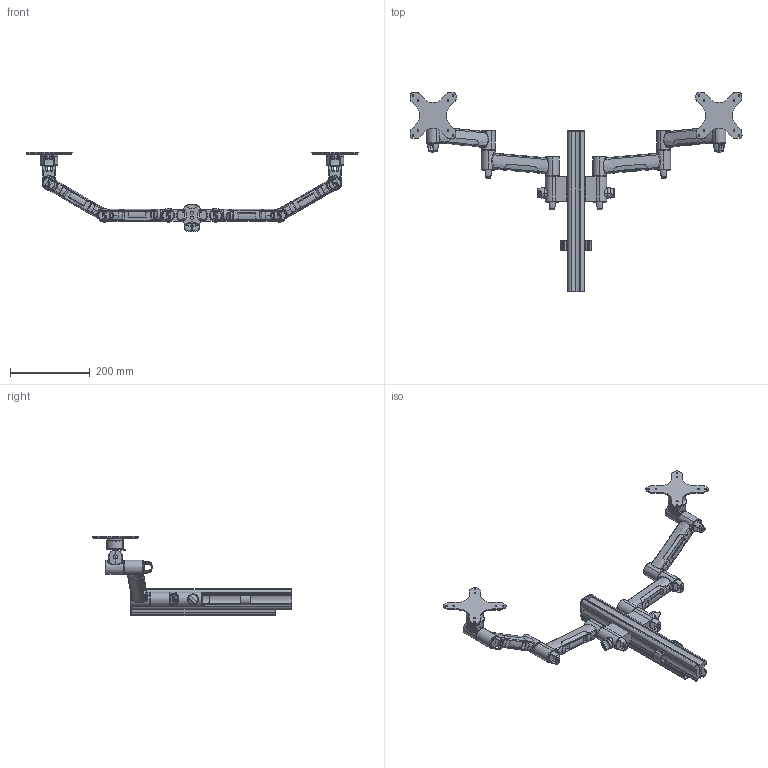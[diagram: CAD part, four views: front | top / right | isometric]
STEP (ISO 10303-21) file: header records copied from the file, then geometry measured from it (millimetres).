
FILE_DESCRIPTION (( 'STEP AP214' ), '1' );
FILE_NAME ('AWMS-2-4640 SIMPLIFIED.STEP', '2019-07-18T03:13:22', ( '' ), ( '' ), 'SwSTEP 2.0', 'SolidWorks 2015', '' );
FILE_SCHEMA (( 'AUTOMOTIVE_DESIGN' ));
Length unit declared in the file: inch
Products named in the file (8): SSY-063 SIMPLIFIED; SSY-057; AWMS-2-4640 SIMPLIFIED; SSY-058; SNTB_SUB SIMPLIFIED; SRCA001 SIMPLIFIED; SCA-630 SIMPLIFIED; PCA-629 SIMPLIFIED
Assembly tree (15 placements, depth 2):
  AWMS-2-4640 SIMPLIFIED
    SSY-063 SIMPLIFIED
    SRCA001 SIMPLIFIED  x2
    SSY-057  x4
    SSY-058  x2
    PCA-629 SIMPLIFIED  x2
    SNTB_SUB SIMPLIFIED  x2
    SCA-630 SIMPLIFIED  x2
Bounding box: 830.73 x 498.09 x 198.99 mm (x, y, z)
Volume: 1918941.8 mm3; surface area: 483015.2 mm2
Topology: 34 solids, 34 shells, 1793 faces, 4645 edges, 2864 vertices
Faces by surface type: bspline 848, cylinder 551, plane 282, torus 60, cone 32, sphere 20
Entity records: 41214 total; most frequent: CARTESIAN_POINT 23650, ORIENTED_EDGE 4000, DIRECTION 3060, EDGE_CURVE 2000, VERTEX_POINT 1261, AXIS2_PLACEMENT_3D 1240, EDGE_LOOP 815, FACE_OUTER_BOUND 781
